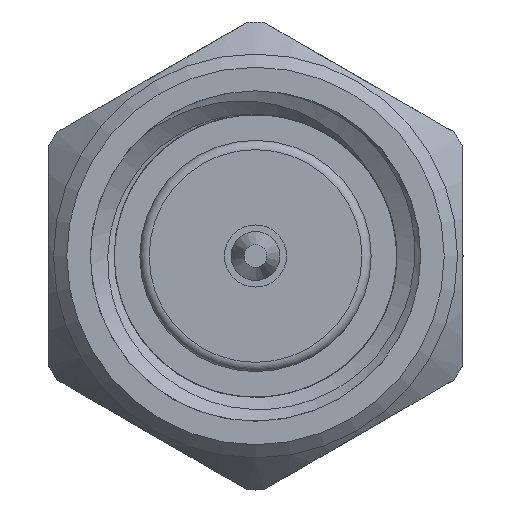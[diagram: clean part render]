
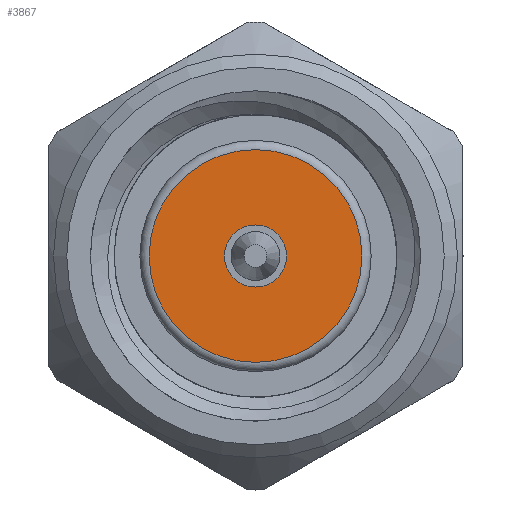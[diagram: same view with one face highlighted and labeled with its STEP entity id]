
A CAD part, left-side view. The second image highlights one B-rep face of the part: STEP entity #3867.
In plain terms, the highlighted planar face has unit normal (-1, 0, 0).
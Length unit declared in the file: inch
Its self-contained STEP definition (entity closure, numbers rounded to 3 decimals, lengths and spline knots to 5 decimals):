
#271 = CARTESIAN_POINT ( 'NONE',  ( 0.1, 0., 0. ) ) ;
#943 = FACE_BOUND ( 'NONE', #1482, .T. ) ;
#1482 = EDGE_LOOP ( 'NONE', ( #2595 ) ) ;
#1660 = VERTEX_POINT ( 'NONE', #3504 ) ;
#2317 = EDGE_CURVE ( 'NONE', #5737, #5737, #5863, .T. ) ;
#2529 = DIRECTION ( 'NONE',  ( 0., 0., -1. ) ) ;
#2595 = ORIENTED_EDGE ( 'NONE', *, *, #2317, .F. ) ;
#2785 = CARTESIAN_POINT ( 'NONE',  ( 0.1, 0., 0. ) ) ;
#2912 = DIRECTION ( 'NONE',  ( 0., 0., -1. ) ) ;
#3236 = FACE_OUTER_BOUND ( 'NONE', #5340, .T. ) ;
#3391 = DIRECTION ( 'NONE',  ( -1., 0., 0. ) ) ;
#3504 = CARTESIAN_POINT ( 'NONE',  ( 0.1, 0., -0.0805 ) ) ;
#3667 = AXIS2_PLACEMENT_3D ( 'NONE', #271, #4903, #2529 ) ;
#3691 = DIRECTION ( 'NONE',  ( 0., 1., 0. ) ) ;
#3867 = ADVANCED_FACE ( 'NONE', ( #943, #3236 ), #4984, .F. ) ;
#4416 = CARTESIAN_POINT ( 'NONE',  ( 0.1, 0., -0.0235 ) ) ;
#4474 = EDGE_CURVE ( 'NONE', #1660, #1660, #5010, .T. ) ;
#4687 = CARTESIAN_POINT ( 'NONE',  ( 0.1, 0., 0. ) ) ;
#4818 = AXIS2_PLACEMENT_3D ( 'NONE', #2785, #5060, #3691 ) ;
#4903 = DIRECTION ( 'NONE',  ( -1., 0., 0. ) ) ;
#4984 = PLANE ( 'NONE',  #4818 ) ;
#5010 = CIRCLE ( 'NONE', #3667, 0.0805 ) ;
#5060 = DIRECTION ( 'NONE',  ( 1., 0., 0. ) ) ;
#5279 = AXIS2_PLACEMENT_3D ( 'NONE', #4687, #3391, #2912 ) ;
#5340 = EDGE_LOOP ( 'NONE', ( #5607 ) ) ;
#5607 = ORIENTED_EDGE ( 'NONE', *, *, #4474, .T. ) ;
#5737 = VERTEX_POINT ( 'NONE', #4416 ) ;
#5863 = CIRCLE ( 'NONE', #5279, 0.0235 ) ;
